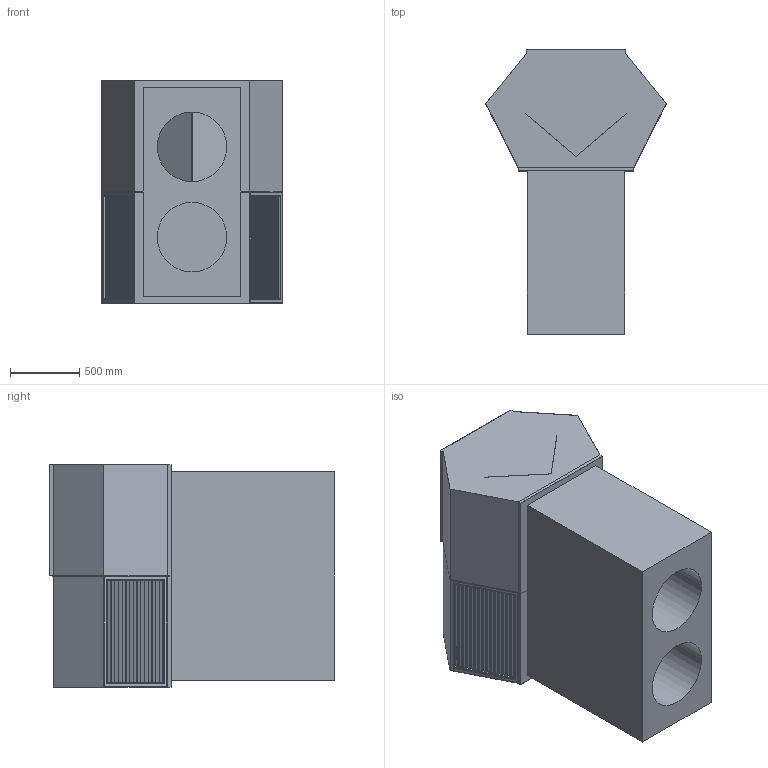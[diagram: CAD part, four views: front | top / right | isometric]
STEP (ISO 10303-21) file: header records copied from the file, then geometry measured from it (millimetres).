
FILE_DESCRIPTION (( 'STEP AP203' ), '1' );
FILE_NAME ('TBHC 11_12.STEP', '2014-08-11T08:16:58', ( '' ), ( '' ), 'SwSTEP 2.0', 'SolidWorks 2014', '' );
FILE_SCHEMA (( 'CONFIG_CONTROL_DESIGN' ));
Length unit declared in the file: millimetre
Products named in the file (8): GH ram_tbha4_20mm; TBHA_tbhc4a_800; TBHC 11_12; TGC_tgc4; galler 3m_tbha4_20mm; TBHA2_tbhc4b_20mm; TBHA2_tbhc4a_20mm; tLamell-200_740
Assembly tree (22 placements, depth 4):
  TBHC 11_12
    TBHA_tbhc4a_800
      TBHA2_tbhc4a_20mm
      galler 3m_tbha4_20mm  x2
        GH ram_tbha4_20mm
        tLamell-200_740
    TBHA2_tbhc4b_20mm
    TGC_tgc4
Bounding box: 1300 x 2047.89 x 1600 mm (x, y, z)
Volume: 802773328 mm3; surface area: 30790367.1 mm2
Topology: 43 solids, 43 shells, 903 faces, 1948 edges, 1136 vertices
Faces by surface type: plane 715, cylinder 188
Entity records: 5854 total; most frequent: CARTESIAN_POINT 814, DIRECTION 774, ORIENTED_EDGE 764, EDGE_CURVE 382, VECTOR 358, LINE 358, VERTEX_POINT 248, AXIS2_PLACEMENT_3D 208
